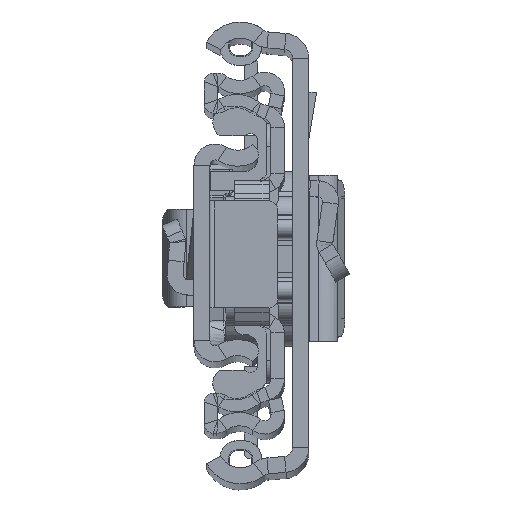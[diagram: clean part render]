
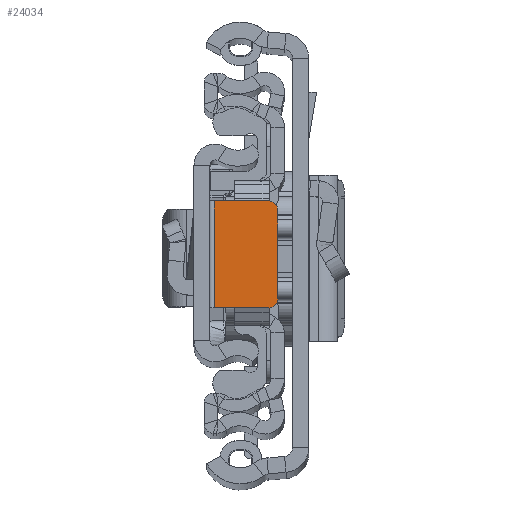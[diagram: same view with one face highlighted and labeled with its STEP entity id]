
A CAD part, top view. The second image highlights one B-rep face of the part: STEP entity #24034.
In plain terms, the highlighted planar face has unit normal (0, 0, 1).
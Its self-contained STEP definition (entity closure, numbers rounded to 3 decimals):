
#127 = ORIENTED_EDGE ( 'NONE', *, *, #12099, .F. ) ;
#780 = CARTESIAN_POINT ( 'NONE',  ( -8.4, 6.151, -6.8 ) ) ;
#1433 = VERTEX_POINT ( 'NONE', #7560 ) ;
#1740 = AXIS2_PLACEMENT_3D ( 'NONE', #20154, #29441, #15009 ) ;
#2188 = EDGE_CURVE ( 'NONE', #1433, #10618, #23883, .T. ) ;
#2201 = CIRCLE ( 'NONE', #1740, 1. ) ;
#2665 = ORIENTED_EDGE ( 'NONE', *, *, #2188, .F. ) ;
#2723 = VERTEX_POINT ( 'NONE', #11772 ) ;
#3178 = DIRECTION ( 'NONE',  ( 0., -1., 0. ) ) ;
#3328 = LINE ( 'NONE', #19897, #15721 ) ;
#3989 = CIRCLE ( 'NONE', #18601, 1. ) ;
#4878 = CARTESIAN_POINT ( 'NONE',  ( -9.4, -4.849, -6.8 ) ) ;
#5906 = DIRECTION ( 'NONE',  ( 1., 0., 0. ) ) ;
#6553 = CARTESIAN_POINT ( 'NONE',  ( -1.8, 6.151, -6.8 ) ) ;
#6610 = DIRECTION ( 'NONE',  ( 0., 1., 0. ) ) ;
#7560 = CARTESIAN_POINT ( 'NONE',  ( -2.3, -5.849, -6.8 ) ) ;
#8047 = AXIS2_PLACEMENT_3D ( 'NONE', #27187, #24247, #28638 ) ;
#8597 = FACE_OUTER_BOUND ( 'NONE', #27935, .T. ) ;
#8604 = CARTESIAN_POINT ( 'NONE',  ( -9.4, 6.151, -6.8 ) ) ;
#9565 = VECTOR ( 'NONE', #17999, 1000. ) ;
#10618 = VERTEX_POINT ( 'NONE', #27197 ) ;
#11772 = CARTESIAN_POINT ( 'NONE',  ( -2.3, 6.151, -6.8 ) ) ;
#12099 = EDGE_CURVE ( 'NONE', #17147, #2723, #13580, .T. ) ;
#13179 = LINE ( 'NONE', #8604, #19992 ) ;
#13580 = LINE ( 'NONE', #6553, #9565 ) ;
#14731 = EDGE_CURVE ( 'NONE', #17147, #22716, #2201, .T. ) ;
#14793 = ORIENTED_EDGE ( 'NONE', *, *, #28802, .F. ) ;
#15009 = DIRECTION ( 'NONE',  ( 1., 0., 0. ) ) ;
#15608 = VECTOR ( 'NONE', #24345, 1000. ) ;
#15721 = VECTOR ( 'NONE', #3178, 1000. ) ;
#16294 = VERTEX_POINT ( 'NONE', #4878 ) ;
#16490 = EDGE_CURVE ( 'NONE', #16294, #10618, #3989, .T. ) ;
#17147 = VERTEX_POINT ( 'NONE', #780 ) ;
#17907 = PLANE ( 'NONE',  #8047 ) ;
#17956 = CARTESIAN_POINT ( 'NONE',  ( -8.4, -4.849, -6.8 ) ) ;
#17999 = DIRECTION ( 'NONE',  ( 1., 0., 0. ) ) ;
#18601 = AXIS2_PLACEMENT_3D ( 'NONE', #17956, #22047, #5906 ) ;
#18655 = ORIENTED_EDGE ( 'NONE', *, *, #14731, .T. ) ;
#19604 = CARTESIAN_POINT ( 'NONE',  ( -9.4, -5.849, -6.8 ) ) ;
#19897 = CARTESIAN_POINT ( 'NONE',  ( -2.3, 6.151, -6.8 ) ) ;
#19992 = VECTOR ( 'NONE', #6610, 1000. ) ;
#20154 = CARTESIAN_POINT ( 'NONE',  ( -8.4, 5.151, -6.8 ) ) ;
#21692 = ORIENTED_EDGE ( 'NONE', *, *, #30081, .F. ) ;
#22047 = DIRECTION ( 'NONE',  ( 0., 0., 1. ) ) ;
#22217 = ORIENTED_EDGE ( 'NONE', *, *, #16490, .T. ) ;
#22716 = VERTEX_POINT ( 'NONE', #28727 ) ;
#23883 = LINE ( 'NONE', #19604, #15608 ) ;
#24034 = ADVANCED_FACE ( 'NONE', ( #8597 ), #17907, .T. ) ;
#24247 = DIRECTION ( 'NONE',  ( 0., 0., 1. ) ) ;
#24345 = DIRECTION ( 'NONE',  ( -1., 0., 0. ) ) ;
#27187 = CARTESIAN_POINT ( 'NONE',  ( 0., 0., -6.8 ) ) ;
#27197 = CARTESIAN_POINT ( 'NONE',  ( -8.4, -5.849, -6.8 ) ) ;
#27935 = EDGE_LOOP ( 'NONE', ( #14793, #22217, #2665, #21692, #127, #18655 ) ) ;
#28638 = DIRECTION ( 'NONE',  ( 1., 0., 0. ) ) ;
#28727 = CARTESIAN_POINT ( 'NONE',  ( -9.4, 5.151, -6.8 ) ) ;
#28802 = EDGE_CURVE ( 'NONE', #16294, #22716, #13179, .T. ) ;
#29441 = DIRECTION ( 'NONE',  ( 0., 0., 1. ) ) ;
#30081 = EDGE_CURVE ( 'NONE', #2723, #1433, #3328, .T. ) ;
